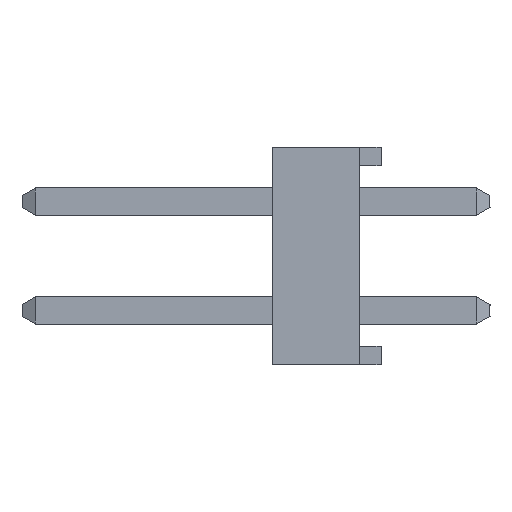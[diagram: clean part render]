
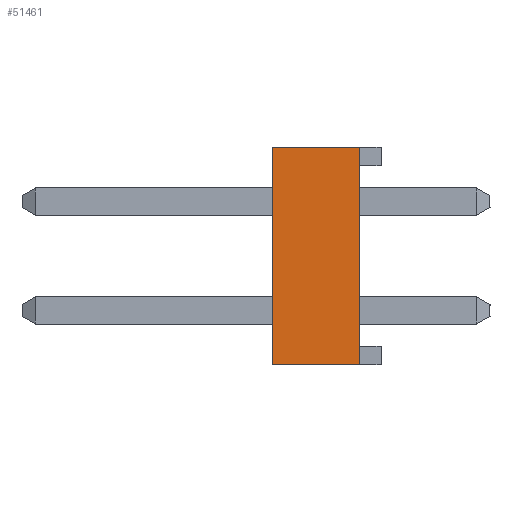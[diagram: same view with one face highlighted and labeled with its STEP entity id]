
A CAD part, left-side view. The second image highlights one B-rep face of the part: STEP entity #51461.
In plain terms, the highlighted planar face has unit normal (-1, 0, 0).
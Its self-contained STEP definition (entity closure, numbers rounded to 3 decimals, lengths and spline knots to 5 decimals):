
#5303=ORIENTED_EDGE('',*,*,#18683,.F.);
#5304=ORIENTED_EDGE('',*,*,#16297,.F.);
#5305=ORIENTED_EDGE('',*,*,#18684,.F.);
#5306=ORIENTED_EDGE('',*,*,#16656,.T.);
#16297=EDGE_CURVE('',#23339,#23340,#28077,.T.);
#16656=EDGE_CURVE('',#23563,#23562,#28436,.T.);
#18683=EDGE_CURVE('',#23340,#23562,#30463,.T.);
#18684=EDGE_CURVE('',#23563,#23339,#30464,.T.);
#23339=VERTEX_POINT('',#72749);
#23340=VERTEX_POINT('',#72751);
#23562=VERTEX_POINT('',#73366);
#23563=VERTEX_POINT('',#73368);
#28077=LINE('',#72750,#35393);
#28436=LINE('',#73367,#35752);
#30463=LINE('',#77321,#37779);
#30464=LINE('',#77322,#37780);
#35393=VECTOR('',#58485,39.37008);
#35752=VECTOR('',#58914,39.37008);
#37779=VECTOR('',#62411,39.37008);
#37780=VECTOR('',#62412,39.37008);
#42117=EDGE_LOOP('',(#5303,#5304,#5305,#5306));
#45325=FACE_BOUND('',#42117,.T.);
#48533=PLANE('',#54415);
#51461=ADVANCED_FACE('',(#45325),#48533,.F.);
#54415=AXIS2_PLACEMENT_3D('',#77320,#62409,#62410);
#58485=DIRECTION('',(0.,-1.,0.));
#58914=DIRECTION('',(0.,-1.,0.));
#62409=DIRECTION('',(1.,0.,0.));
#62410=DIRECTION('',(0.,0.,-1.));
#62411=DIRECTION('',(0.,0.,-1.));
#62412=DIRECTION('',(0.,0.,1.));
#72749=CARTESIAN_POINT('',(-1.75,0.1,0.1));
#72750=CARTESIAN_POINT('',(-1.75,0.1,0.1));
#72751=CARTESIAN_POINT('',(-1.75,0.02,0.1));
#73366=CARTESIAN_POINT('',(-1.75,0.02,-0.1));
#73367=CARTESIAN_POINT('',(-1.75,0.1,-0.1));
#73368=CARTESIAN_POINT('',(-1.75,0.1,-0.1));
#77320=CARTESIAN_POINT('',(-1.75,0.1,-0.1));
#77321=CARTESIAN_POINT('',(-1.75,0.02,-0.1));
#77322=CARTESIAN_POINT('',(-1.75,0.1,-0.1));
